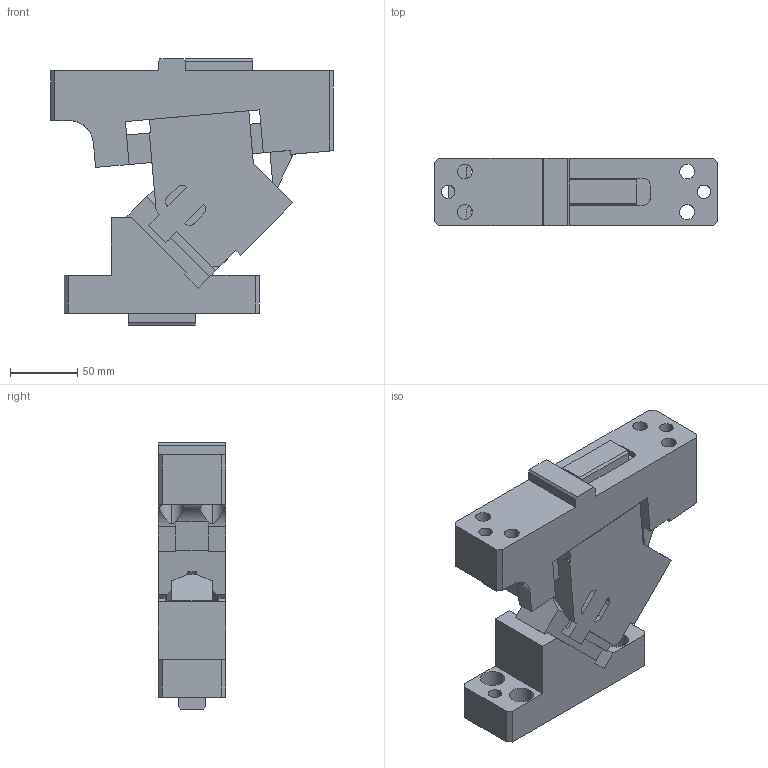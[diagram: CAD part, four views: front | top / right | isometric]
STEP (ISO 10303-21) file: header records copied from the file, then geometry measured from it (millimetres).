
FILE_DESCRIPTION(('CATIA V5 STEP Exchange'),'2;1');
FILE_NAME('CACG_50_45.stp','2015-04-21T14:45:26+00:00',('none'),('none'),'CATIA Version 5 Release 19 SP 2 (IN-10)','CATIA V5 STEP AP203','none');
FILE_SCHEMA(('CONFIG_CONTROL_DESIGN'));
Length unit declared in the file: millimetre
Products named in the file (1): CACG_50_45
Bounding box: 210 x 50 x 198 mm (x, y, z)
Volume: 1131073.4 mm3; surface area: 167368.8 mm2
Topology: 3 solids, 6 shells, 251 faces, 705 edges, 471 vertices
Faces by surface type: plane 170, cylinder 81
Entity records: 9181 total; most frequent: CARTESIAN_POINT 3050, ORIENTED_EDGE 1410, DIRECTION 981, EDGE_CURVE 705, VECTOR 524, LINE 524, VERTEX_POINT 471, EDGE_LOOP 284
